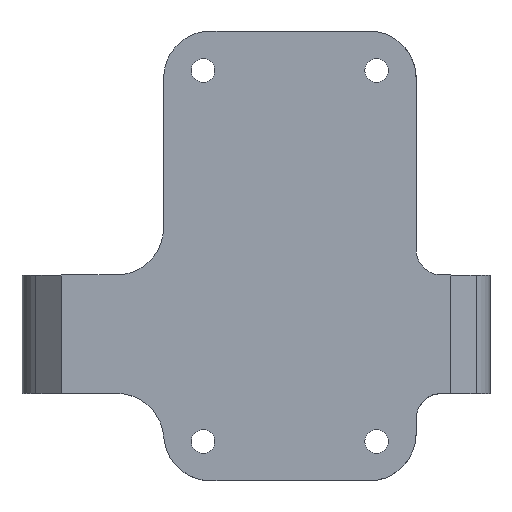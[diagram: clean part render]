
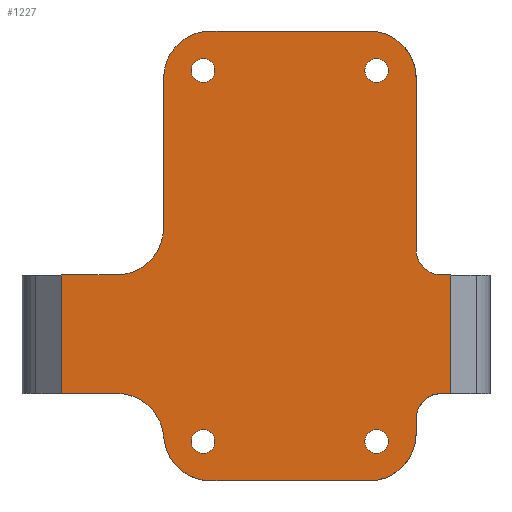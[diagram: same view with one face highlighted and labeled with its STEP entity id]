
A CAD part, top view. The second image highlights one B-rep face of the part: STEP entity #1227.
In plain terms, the highlighted planar face has unit normal (0, 0, 1).
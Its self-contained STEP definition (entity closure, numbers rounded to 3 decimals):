
#20=FACE_BOUND('',#171,.T.);
#21=FACE_BOUND('',#172,.T.);
#22=FACE_BOUND('',#173,.T.);
#23=FACE_BOUND('',#174,.T.);
#46=PLANE('',#1335);
#98=FACE_OUTER_BOUND('',#170,.T.);
#170=EDGE_LOOP('',(#942,#943,#944,#945,#946,#947,#948,#949,#950,#951,#952,
#953,#954,#955,#956,#957,#958,#959,#960));
#171=EDGE_LOOP('',(#961));
#172=EDGE_LOOP('',(#962));
#173=EDGE_LOOP('',(#963));
#174=EDGE_LOOP('',(#964));
#249=LINE('',#1798,#372);
#254=LINE('',#1837,#377);
#271=LINE('',#1911,#394);
#273=LINE('',#1916,#396);
#277=LINE('',#1930,#400);
#283=LINE('',#1940,#406);
#286=LINE('',#1951,#409);
#290=LINE('',#1963,#413);
#292=LINE('',#1966,#415);
#293=LINE('',#1970,#416);
#294=LINE('',#1972,#417);
#372=VECTOR('',#1426,10.);
#377=VECTOR('',#1439,10.);
#394=VECTOR('',#1494,10.);
#396=VECTOR('',#1500,10.);
#400=VECTOR('',#1512,10.);
#406=VECTOR('',#1520,10.);
#409=VECTOR('',#1531,10.);
#413=VECTOR('',#1545,10.);
#415=VECTOR('',#1549,10.);
#416=VECTOR('',#1552,10.);
#417=VECTOR('',#1555,10.);
#491=CIRCLE('',#1294,3.2);
#492=CIRCLE('',#1297,3.2);
#512=CIRCLE('',#1328,6.);
#513=CIRCLE('',#1331,6.);
#514=CIRCLE('',#1333,6.);
#515=CIRCLE('',#1336,6.);
#516=CIRCLE('',#1337,6.);
#517=CIRCLE('',#1338,6.);
#518=CIRCLE('',#1339,1.5);
#519=CIRCLE('',#1340,1.5);
#520=CIRCLE('',#1341,1.5);
#521=CIRCLE('',#1342,1.5);
#544=VERTEX_POINT('',#1788);
#545=VERTEX_POINT('',#1790);
#547=VERTEX_POINT('',#1796);
#550=VERTEX_POINT('',#1806);
#551=VERTEX_POINT('',#1808);
#557=VERTEX_POINT('',#1836);
#583=VERTEX_POINT('',#1909);
#584=VERTEX_POINT('',#1914);
#589=VERTEX_POINT('',#1927);
#590=VERTEX_POINT('',#1929);
#593=VERTEX_POINT('',#1938);
#595=VERTEX_POINT('',#1944);
#596=VERTEX_POINT('',#1945);
#597=VERTEX_POINT('',#1950);
#598=VERTEX_POINT('',#1954);
#599=VERTEX_POINT('',#1958);
#600=VERTEX_POINT('',#1962);
#601=VERTEX_POINT('',#1967);
#602=VERTEX_POINT('',#1969);
#603=VERTEX_POINT('',#1974);
#604=VERTEX_POINT('',#1976);
#605=VERTEX_POINT('',#1978);
#606=VERTEX_POINT('',#1980);
#662=EDGE_CURVE('',#544,#545,#491,.T.);
#666=EDGE_CURVE('',#547,#544,#249,.T.);
#669=EDGE_CURVE('',#550,#551,#492,.T.);
#676=EDGE_CURVE('',#551,#557,#254,.T.);
#709=EDGE_CURVE('',#583,#550,#271,.T.);
#712=EDGE_CURVE('',#584,#583,#273,.T.);
#718=EDGE_CURVE('',#589,#590,#277,.T.);
#724=EDGE_CURVE('',#593,#589,#283,.T.);
#726=EDGE_CURVE('',#595,#596,#512,.T.);
#729=EDGE_CURVE('',#596,#597,#286,.T.);
#732=EDGE_CURVE('',#598,#593,#513,.T.);
#733=EDGE_CURVE('',#557,#599,#514,.T.);
#735=EDGE_CURVE('',#599,#600,#290,.T.);
#737=EDGE_CURVE('',#545,#584,#292,.T.);
#738=EDGE_CURVE('',#601,#547,#515,.T.);
#739=EDGE_CURVE('',#602,#601,#293,.T.);
#740=EDGE_CURVE('',#597,#602,#516,.T.);
#741=EDGE_CURVE('',#590,#595,#294,.T.);
#742=EDGE_CURVE('',#600,#598,#517,.T.);
#743=EDGE_CURVE('',#603,#603,#518,.T.);
#744=EDGE_CURVE('',#604,#604,#519,.T.);
#745=EDGE_CURVE('',#605,#605,#520,.T.);
#746=EDGE_CURVE('',#606,#606,#521,.T.);
#942=ORIENTED_EDGE('',*,*,#733,.F.);
#943=ORIENTED_EDGE('',*,*,#676,.F.);
#944=ORIENTED_EDGE('',*,*,#669,.F.);
#945=ORIENTED_EDGE('',*,*,#709,.F.);
#946=ORIENTED_EDGE('',*,*,#712,.F.);
#947=ORIENTED_EDGE('',*,*,#737,.F.);
#948=ORIENTED_EDGE('',*,*,#662,.F.);
#949=ORIENTED_EDGE('',*,*,#666,.F.);
#950=ORIENTED_EDGE('',*,*,#738,.F.);
#951=ORIENTED_EDGE('',*,*,#739,.F.);
#952=ORIENTED_EDGE('',*,*,#740,.F.);
#953=ORIENTED_EDGE('',*,*,#729,.F.);
#954=ORIENTED_EDGE('',*,*,#726,.F.);
#955=ORIENTED_EDGE('',*,*,#741,.F.);
#956=ORIENTED_EDGE('',*,*,#718,.F.);
#957=ORIENTED_EDGE('',*,*,#724,.F.);
#958=ORIENTED_EDGE('',*,*,#732,.F.);
#959=ORIENTED_EDGE('',*,*,#742,.F.);
#960=ORIENTED_EDGE('',*,*,#735,.F.);
#961=ORIENTED_EDGE('',*,*,#743,.F.);
#962=ORIENTED_EDGE('',*,*,#744,.F.);
#963=ORIENTED_EDGE('',*,*,#745,.F.);
#964=ORIENTED_EDGE('',*,*,#746,.F.);
#1227=ADVANCED_FACE('',(#98,#20,#21,#22,#23),#46,.T.);
#1294=AXIS2_PLACEMENT_3D('',#1791,#1419,#1420);
#1297=AXIS2_PLACEMENT_3D('',#1809,#1430,#1431);
#1328=AXIS2_PLACEMENT_3D('',#1946,#1525,#1526);
#1331=AXIS2_PLACEMENT_3D('',#1956,#1536,#1537);
#1333=AXIS2_PLACEMENT_3D('',#1959,#1540,#1541);
#1335=AXIS2_PLACEMENT_3D('',#1965,#1547,#1548);
#1336=AXIS2_PLACEMENT_3D('',#1968,#1550,#1551);
#1337=AXIS2_PLACEMENT_3D('',#1971,#1553,#1554);
#1338=AXIS2_PLACEMENT_3D('',#1973,#1556,#1557);
#1339=AXIS2_PLACEMENT_3D('',#1975,#1558,#1559);
#1340=AXIS2_PLACEMENT_3D('',#1977,#1560,#1561);
#1341=AXIS2_PLACEMENT_3D('',#1979,#1562,#1563);
#1342=AXIS2_PLACEMENT_3D('',#1981,#1564,#1565);
#1419=DIRECTION('center_axis',(0.,0.,
1.));
#1420=DIRECTION('ref_axis',(-0.707,-0.707,0.));
#1426=DIRECTION('',(0.,-1.,0.));
#1430=DIRECTION('center_axis',(0.,0.,
1.));
#1431=DIRECTION('ref_axis',(-0.707,0.707,0.));
#1439=DIRECTION('',(0.,-1.,0.));
#1494=DIRECTION('',(-1.,0.,0.));
#1500=DIRECTION('',(0.,-1.,0.));
#1512=DIRECTION('',(0.,1.,0.));
#1520=DIRECTION('',(-1.,0.,0.));
#1525=DIRECTION('center_axis',(0.,0.,
1.));
#1526=DIRECTION('ref_axis',(0.707,-0.707,0.));
#1531=DIRECTION('',(0.,1.,0.));
#1536=DIRECTION('center_axis',(0.,0.,
1.));
#1537=DIRECTION('ref_axis',(0.,-1.,0.));
#1540=DIRECTION('center_axis',(0.,0.,
-1.));
#1541=DIRECTION('ref_axis',(0.707,-0.707,0.));
#1545=DIRECTION('',(-1.,0.,0.));
#1547=DIRECTION('center_axis',(0.,0.,
1.));
#1548=DIRECTION('ref_axis',(1.,0.,0.));
#1549=DIRECTION('',(1.,0.,0.));
#1550=DIRECTION('center_axis',(0.,0.,
-1.));
#1551=DIRECTION('ref_axis',(0.707,0.707,0.));
#1552=DIRECTION('',(1.,0.,0.));
#1553=DIRECTION('center_axis',(0.,0.,
-1.));
#1554=DIRECTION('ref_axis',(-0.707,0.707,0.));
#1555=DIRECTION('',(1.,0.,0.));
#1556=DIRECTION('center_axis',(0.,0.,
-1.));
#1557=DIRECTION('ref_axis',(-0.707,-0.707,0.));
#1558=DIRECTION('center_axis',(0.,0.,
1.));
#1559=DIRECTION('ref_axis',(1.,0.,0.));
#1560=DIRECTION('center_axis',(0.,0.,
1.));
#1561=DIRECTION('ref_axis',(1.,0.,0.));
#1562=DIRECTION('center_axis',(0.,0.,
1.));
#1563=DIRECTION('ref_axis',(1.,0.,0.));
#1564=DIRECTION('center_axis',(0.,0.,
1.));
#1565=DIRECTION('ref_axis',(1.,0.,0.));
#1788=CARTESIAN_POINT('',(59.49,109.016,7.035));
#1790=CARTESIAN_POINT('',(62.69,105.816,7.035));
#1791=CARTESIAN_POINT('Origin',(62.69,109.016,7.035));
#1796=CARTESIAN_POINT('',(59.49,130.727,7.035));
#1798=CARTESIAN_POINT('',(59.49,113.771,7.035));
#1806=CARTESIAN_POINT('',(62.69,90.816,7.035));
#1808=CARTESIAN_POINT('',(59.49,87.616,7.035));
#1809=CARTESIAN_POINT('Origin',(62.69,87.616,7.035));
#1836=CARTESIAN_POINT('',(59.49,85.727,7.035));
#1837=CARTESIAN_POINT('',(59.49,90.816,7.035));
#1909=CARTESIAN_POINT('',(63.845,90.816,7.035));
#1911=CARTESIAN_POINT('',(24.37,90.816,7.035));
#1914=CARTESIAN_POINT('',(63.845,105.816,7.035));
#1916=CARTESIAN_POINT('',(63.845,90.816,7.035));
#1927=CARTESIAN_POINT('',(14.545,90.816,7.035));
#1929=CARTESIAN_POINT('',(14.545,105.816,7.035));
#1930=CARTESIAN_POINT('',(14.545,90.816,7.035));
#1938=CARTESIAN_POINT('',(21.524,90.816,7.035));
#1940=CARTESIAN_POINT('',(24.37,90.816,7.035));
#1944=CARTESIAN_POINT('',(21.49,105.816,7.035));
#1945=CARTESIAN_POINT('',(27.49,111.816,7.035));
#1946=CARTESIAN_POINT('Origin',(21.49,111.816,7.035));
#1950=CARTESIAN_POINT('',(27.49,130.727,7.035));
#1951=CARTESIAN_POINT('',(27.49,98.316,7.035));
#1954=CARTESIAN_POINT('',(27.507,85.271,7.035));
#1956=CARTESIAN_POINT('Origin',(21.524,84.816,7.035));
#1958=CARTESIAN_POINT('',(53.49,79.727,7.035));
#1959=CARTESIAN_POINT('Origin',(53.49,85.727,7.035));
#1962=CARTESIAN_POINT('',(33.49,79.727,7.035));
#1963=CARTESIAN_POINT('',(34.517,79.727,7.035));
#1965=CARTESIAN_POINT('Origin',(9.545,90.816,7.035));
#1966=CARTESIAN_POINT('',(24.37,105.816,7.035));
#1967=CARTESIAN_POINT('',(53.49,136.727,7.035));
#1968=CARTESIAN_POINT('Origin',(53.49,130.727,7.035));
#1969=CARTESIAN_POINT('',(33.49,136.727,7.035));
#1970=CARTESIAN_POINT('',(18.517,136.727,7.035));
#1971=CARTESIAN_POINT('Origin',(33.49,130.727,7.035));
#1972=CARTESIAN_POINT('',(24.37,105.816,7.035));
#1973=CARTESIAN_POINT('Origin',(33.49,85.727,7.035));
#1974=CARTESIAN_POINT('',(52.99,84.727,7.035));
#1975=CARTESIAN_POINT('Origin',(54.49,84.727,7.035));
#1976=CARTESIAN_POINT('',(30.99,84.727,7.035));
#1977=CARTESIAN_POINT('Origin',(32.49,84.727,7.035));
#1978=CARTESIAN_POINT('',(30.99,131.727,7.035));
#1979=CARTESIAN_POINT('Origin',(32.49,131.727,7.035));
#1980=CARTESIAN_POINT('',(52.99,131.727,7.035));
#1981=CARTESIAN_POINT('Origin',(54.49,131.727,7.035));
